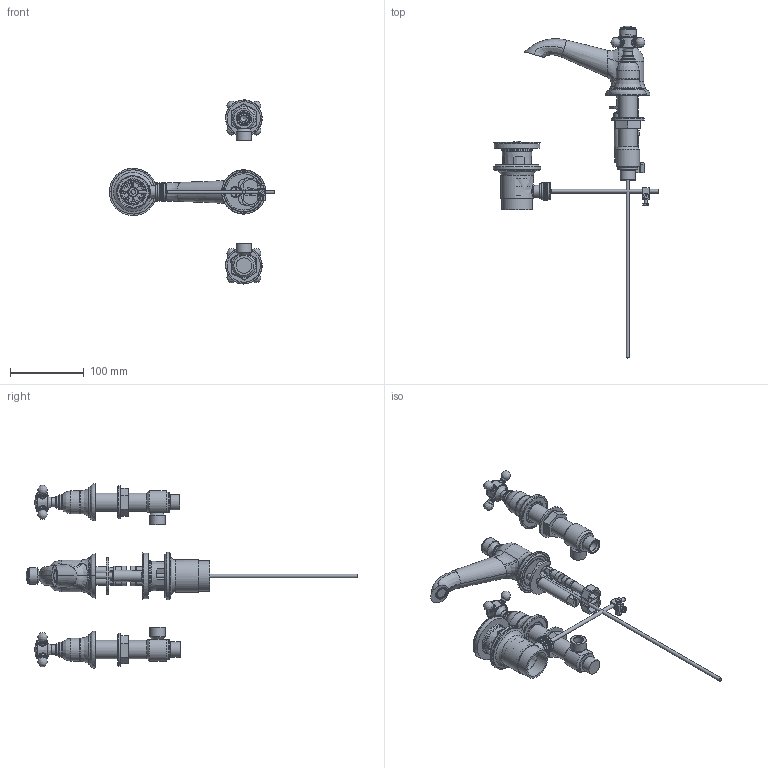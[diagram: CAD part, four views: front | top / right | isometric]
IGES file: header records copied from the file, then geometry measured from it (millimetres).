
Global section: file name: V2K11-X; native system: Autodesk Inventor 2018; preprocessor: unknown; author: rclarke; date: 20181211.091145; units: millimetre
Bounding box: 224.15 x 450.61 x 249.89 mm (x, y, z)
Volume: 460349.5 mm3; surface area: 245894.9 mm2
Topology: 60 solids, 61 shells, 2640 faces, 6890 edges, 4554 vertices
Faces by surface type: bspline 2630, offset 10
